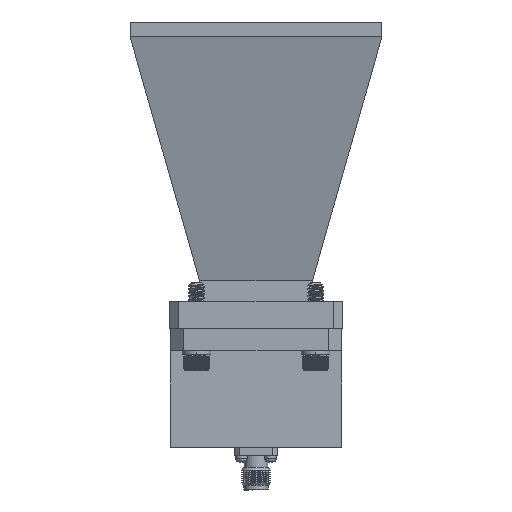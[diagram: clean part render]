
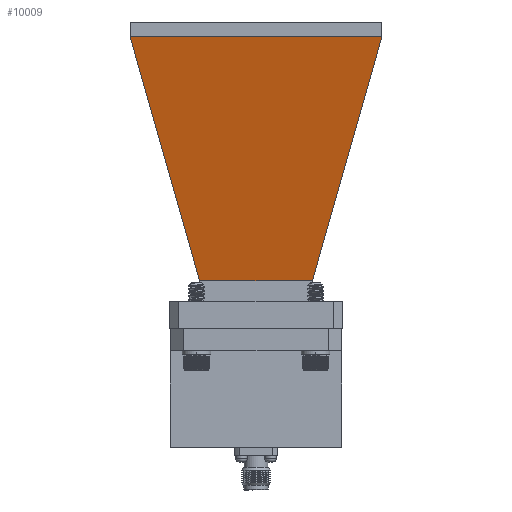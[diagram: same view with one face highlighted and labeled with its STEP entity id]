
A CAD part, front view. The second image highlights one B-rep face of the part: STEP entity #10009.
In plain terms, the highlighted face is planar.
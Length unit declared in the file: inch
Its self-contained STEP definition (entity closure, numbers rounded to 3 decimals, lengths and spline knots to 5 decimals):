
#52 = VERTEX_POINT ( 'NONE', #6419 ) ;
#123 = VECTOR ( 'NONE', #14985, 39.37008 ) ;
#433 = VECTOR ( 'NONE', #6220, 39.37008 ) ;
#574 = LINE ( 'NONE', #14260, #2424 ) ;
#577 = CARTESIAN_POINT ( 'NONE',  ( -0.30561, -0.4938, 1.95443 ) ) ;
#1187 = EDGE_CURVE ( 'NONE', #3826, #52, #574, .T. ) ;
#2329 = CARTESIAN_POINT ( 'NONE',  ( -0.81938, -1.09969, 4.08036 ) ) ;
#2424 = VECTOR ( 'NONE', #17370, 39.37008 ) ;
#3115 = ORIENTED_EDGE ( 'NONE', *, *, #1187, .T. ) ;
#3826 = VERTEX_POINT ( 'NONE', #2329 ) ;
#3850 = CARTESIAN_POINT ( 'NONE',  ( -0.30561, -0.4938, 1.95443 ) ) ;
#4535 = CARTESIAN_POINT ( 'NONE',  ( -0.82126, 1.09969, 4.08818 ) ) ;
#5013 = VERTEX_POINT ( 'NONE', #4535 ) ;
#5451 = ORIENTED_EDGE ( 'NONE', *, *, #8744, .T. ) ;
#5457 = VERTEX_POINT ( 'NONE', #17759 ) ;
#5917 = VERTEX_POINT ( 'NONE', #14422 ) ;
#6220 = DIRECTION ( 'NONE',  ( -0.226, -0.267, 0.937 ) ) ;
#6419 = CARTESIAN_POINT ( 'NONE',  ( -0.82126, -1.09969, 4.08818 ) ) ;
#6761 = ORIENTED_EDGE ( 'NONE', *, *, #11098, .T. ) ;
#6812 = PLANE ( 'NONE',  #9267 ) ;
#7133 = ORIENTED_EDGE ( 'NONE', *, *, #14421, .T. ) ;
#7194 = EDGE_LOOP ( 'NONE', ( #11729, #3115, #16093, #7133, #5451, #6761 ) ) ;
#8048 = LINE ( 'NONE', #12385, #123 ) ;
#8110 = DIRECTION ( 'NONE',  ( -0.235, 0., 0.972 ) ) ;
#8195 = FACE_OUTER_BOUND ( 'NONE', #7194, .T. ) ;
#8744 = EDGE_CURVE ( 'NONE', #5917, #5457, #8953, .T. ) ;
#8847 = DIRECTION ( 'NONE',  ( 0., -1., 0. ) ) ;
#8953 = LINE ( 'NONE', #10273, #10730 ) ;
#9267 = AXIS2_PLACEMENT_3D ( 'NONE', #9602, #9335, #8110 ) ;
#9335 = DIRECTION ( 'NONE',  ( -0.972, 0., -0.235 ) ) ;
#9602 = CARTESIAN_POINT ( 'NONE',  ( -0.57418, 0., 3.06576 ) ) ;
#9694 = EDGE_CURVE ( 'NONE', #52, #5013, #10875, .T. ) ;
#9862 = VECTOR ( 'NONE', #17921, 39.37008 ) ;
#10009 = ADVANCED_FACE ( 'NONE', ( #8195 ), #6812, .T. ) ;
#10273 = CARTESIAN_POINT ( 'NONE',  ( -0.81938, 1.09969, 4.08036 ) ) ;
#10730 = VECTOR ( 'NONE', #14590, 39.37008 ) ;
#10875 = LINE ( 'NONE', #13608, #9862 ) ;
#11098 = EDGE_CURVE ( 'NONE', #5457, #17240, #12907, .T. ) ;
#11729 = ORIENTED_EDGE ( 'NONE', *, *, #15027, .T. ) ;
#12385 = CARTESIAN_POINT ( 'NONE',  ( -0.82126, 1.09969, 4.08818 ) ) ;
#12907 = LINE ( 'NONE', #15877, #15127 ) ;
#13260 = LINE ( 'NONE', #577, #433 ) ;
#13608 = CARTESIAN_POINT ( 'NONE',  ( -0.82126, 0., 4.08818 ) ) ;
#14260 = CARTESIAN_POINT ( 'NONE',  ( -0.81938, -1.09969, 4.08036 ) ) ;
#14421 = EDGE_CURVE ( 'NONE', #5013, #5917, #8048, .T. ) ;
#14422 = CARTESIAN_POINT ( 'NONE',  ( -0.81938, 1.09969, 4.08036 ) ) ;
#14590 = DIRECTION ( 'NONE',  ( 0.226, -0.267, -0.937 ) ) ;
#14985 = DIRECTION ( 'NONE',  ( 0.235, 0., -0.972 ) ) ;
#15027 = EDGE_CURVE ( 'NONE', #17240, #3826, #13260, .T. ) ;
#15127 = VECTOR ( 'NONE', #8847, 39.37008 ) ;
#15877 = CARTESIAN_POINT ( 'NONE',  ( -0.30561, 0., 1.95443 ) ) ;
#16093 = ORIENTED_EDGE ( 'NONE', *, *, #9694, .T. ) ;
#17240 = VERTEX_POINT ( 'NONE', #3850 ) ;
#17370 = DIRECTION ( 'NONE',  ( -0.235, 0., 0.972 ) ) ;
#17759 = CARTESIAN_POINT ( 'NONE',  ( -0.30561, 0.4938, 1.95443 ) ) ;
#17921 = DIRECTION ( 'NONE',  ( 0., 1., 0. ) ) ;
